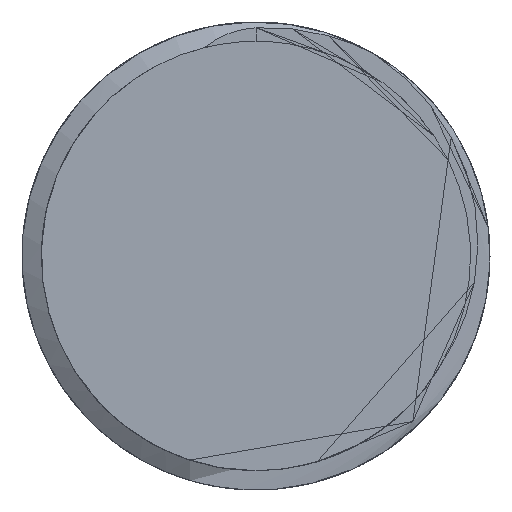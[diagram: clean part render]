
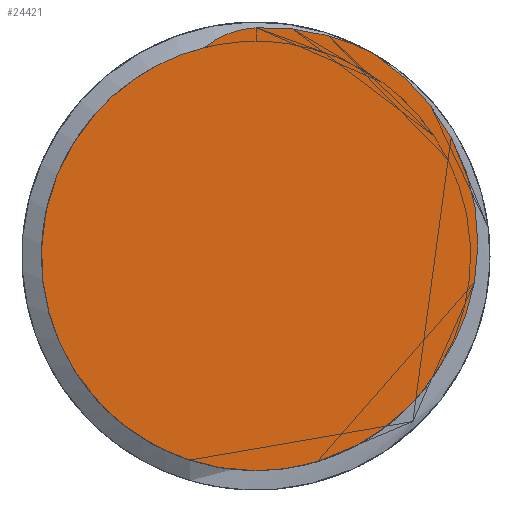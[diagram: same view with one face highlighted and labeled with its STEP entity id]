
A CAD part, left-side view. The second image highlights one B-rep face of the part: STEP entity #24421.
In plain terms, the highlighted free-form (B-spline) face has degree [1, 1] with [2, 2] control points.
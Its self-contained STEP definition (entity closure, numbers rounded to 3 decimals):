
#1270=CARTESIAN_POINT('',(13.455,-4.799,-2.687));
#1271=VERTEX_POINT('',#1270);
#1279=CARTESIAN_POINT('',(13.455,-3.006,5.186));
#1280=VERTEX_POINT('',#1279);
#1281=CARTESIAN_POINT('',(13.455,-3.006,5.186));
#1282=CARTESIAN_POINT('',(13.455,-5.607,3.512));
#1283=CARTESIAN_POINT('',(13.455,-6.48,0.106));
#1284=CARTESIAN_POINT('',(13.455,-4.863,-2.585));
#1285=CARTESIAN_POINT('',(13.455,-4.821,-2.653));
#1286=CARTESIAN_POINT('',(13.455,-4.799,-2.687));
#1287=B_SPLINE_CURVE_WITH_KNOTS('',3,(#1281,#1282,#1283,#1284,#1285,#1286),.UNSPECIFIED.,.F.,.U.,(4,2,4),(0.,1.,1.013),.UNSPECIFIED.);
#1288=EDGE_CURVE('',#1280,#1271,#1287,.T.);
#2623=CARTESIAN_POINT('',(13.455,0.,5.846));
#2624=VERTEX_POINT('',#2623);
#2625=CARTESIAN_POINT('',(13.455,0.,5.846));
#2626=CARTESIAN_POINT('',(13.455,-1.041,5.9));
#2627=CARTESIAN_POINT('',(13.455,-2.081,5.666));
#2628=CARTESIAN_POINT('',(13.455,-3.006,5.186));
#2629=B_SPLINE_CURVE_WITH_KNOTS('',3,(#2625,#2626,#2627,#2628),.UNSPECIFIED.,.F.,.U.,(4,4),(0.,1.),.UNSPECIFIED.);
#2630=EDGE_CURVE('',#2624,#1280,#2629,.T.);
#2655=CARTESIAN_POINT('',(13.455,0.,-5.5));
#2656=VERTEX_POINT('',#2655);
#2665=CARTESIAN_POINT('',(13.455,1.329,5.337));
#2666=VERTEX_POINT('',#2665);
#2674=CARTESIAN_POINT('',(13.455,0.,-5.5));
#2675=CARTESIAN_POINT('',(13.455,9.526,-5.5));
#2676=CARTESIAN_POINT('',(13.455,4.763,2.75));
#2677=CARTESIAN_POINT('',(13.455,3.595,4.772));
#2678=CARTESIAN_POINT('',(13.455,1.329,5.337));
#2679=(BOUNDED_CURVE()B_SPLINE_CURVE(2,(#2674,#2675,#2676,#2677,#2678),.CIRCULAR_ARC.,.F.,.U.)B_SPLINE_CURVE_WITH_KNOTS((3,2,3),(0.,0.333,0.465),.UNSPECIFIED.)CURVE()GEOMETRIC_REPRESENTATION_ITEM()RATIONAL_B_SPLINE_CURVE((1.,0.5,1.,0.803,0.761))REPRESENTATION_ITEM(''));
#2680=EDGE_CURVE('',#2656,#2666,#2679,.T.);
#5121=CARTESIAN_POINT('',(13.455,-4.799,-2.687));
#5122=CARTESIAN_POINT('',(13.455,-3.224,-5.5));
#5123=CARTESIAN_POINT('',(13.455,0.,-5.5));
#5124=(BOUNDED_CURVE()B_SPLINE_CURVE(2,(#5121,#5122,#5123),.CIRCULAR_ARC.,.F.,.U.)B_SPLINE_CURVE_WITH_KNOTS((3,3),(0.831,1.),.UNSPECIFIED.)CURVE()GEOMETRIC_REPRESENTATION_ITEM()RATIONAL_B_SPLINE_CURVE((0.75,0.747,1.))REPRESENTATION_ITEM(''));
#5125=EDGE_CURVE('',#1271,#2656,#5124,.T.);
#5142=CARTESIAN_POINT('',(13.455,1.329,5.337));
#5143=CARTESIAN_POINT('',(13.455,0.965,5.632));
#5144=CARTESIAN_POINT('',(13.455,0.505,5.819));
#5145=CARTESIAN_POINT('',(13.455,0.,5.846));
#5146=B_SPLINE_CURVE_WITH_KNOTS('',3,(#5142,#5143,#5144,#5145),.UNSPECIFIED.,.F.,.U.,(4,4),(0.616,1.),.UNSPECIFIED.);
#5147=EDGE_CURVE('',#2666,#2624,#5146,.T.);
#24409=CARTESIAN_POINT('',(13.455,-71.668,73.142));
#24410=CARTESIAN_POINT('',(13.455,71.668,73.142));
#24411=CARTESIAN_POINT('',(13.455,-71.668,-70.195));
#24412=CARTESIAN_POINT('',(13.455,71.668,-70.195));
#24413=B_SPLINE_SURFACE_WITH_KNOTS('',1,1,((#24409,#24410),(#24411,#24412)),.PLANE_SURF.,.F.,.F.,.U.,(2,2),(2,2),(0.,1.),(0.,1.),.UNSPECIFIED.);
#24414=ORIENTED_EDGE('',*,*,#5147,.T.);
#24415=ORIENTED_EDGE('',*,*,#2630,.T.);
#24416=ORIENTED_EDGE('',*,*,#1288,.T.);
#24417=ORIENTED_EDGE('',*,*,#5125,.T.);
#24418=ORIENTED_EDGE('',*,*,#2680,.T.);
#24419=EDGE_LOOP('',(#24414,#24415,#24416,#24417,#24418));
#24420=FACE_OUTER_BOUND('',#24419,.F.);
#24421=ADVANCED_FACE('',(#24420),#24413,.F.);
